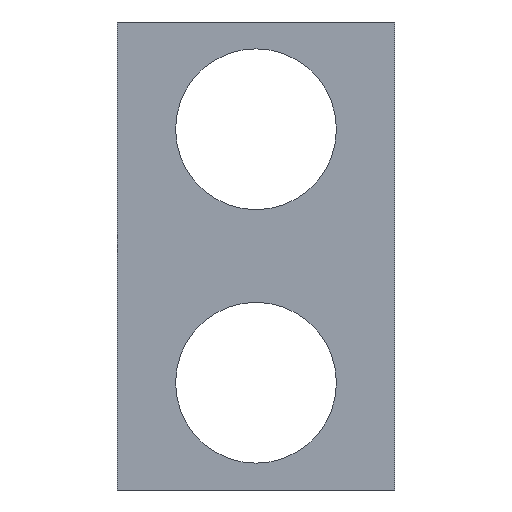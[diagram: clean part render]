
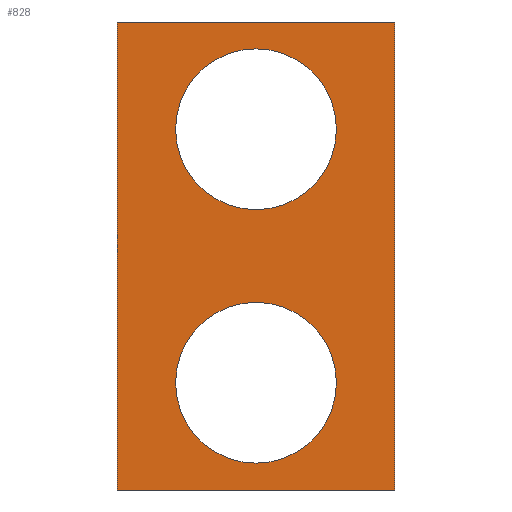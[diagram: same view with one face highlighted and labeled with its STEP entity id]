
A CAD part, front view. The second image highlights one B-rep face of the part: STEP entity #828.
In plain terms, the highlighted planar face has unit normal (0, -1, 0).
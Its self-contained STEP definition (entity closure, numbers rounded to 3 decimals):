
#24=FACE_BOUND('',#125,.T.);
#25=FACE_BOUND('',#126,.T.);
#36=CIRCLE('',#891,8.25);
#37=CIRCLE('',#892,8.25);
#40=CIRCLE('',#896,8.25);
#41=CIRCLE('',#897,8.25);
#80=FACE_OUTER_BOUND('',#124,.T.);
#124=EDGE_LOOP('',(#747,#748,#749,#750));
#125=EDGE_LOOP('',(#751,#752));
#126=EDGE_LOOP('',(#753,#754));
#160=LINE('',#1190,#260);
#205=LINE('',#1293,#305);
#223=LINE('',#1344,#323);
#226=LINE('',#1349,#326);
#260=VECTOR('',#961,10.);
#305=VECTOR('',#1050,10.);
#323=VECTOR('',#1104,10.);
#326=VECTOR('',#1111,10.);
#354=VERTEX_POINT('',#1187);
#355=VERTEX_POINT('',#1189);
#390=VERTEX_POINT('',#1290);
#391=VERTEX_POINT('',#1292);
#401=VERTEX_POINT('',#1326);
#402=VERTEX_POINT('',#1328);
#405=VERTEX_POINT('',#1336);
#406=VERTEX_POINT('',#1338);
#442=EDGE_CURVE('',#354,#355,#160,.T.);
#493=EDGE_CURVE('',#390,#391,#205,.T.);
#511=EDGE_CURVE('',#402,#401,#36,.T.);
#512=EDGE_CURVE('',#401,#402,#37,.T.);
#516=EDGE_CURVE('',#406,#405,#40,.T.);
#517=EDGE_CURVE('',#405,#406,#41,.T.);
#519=EDGE_CURVE('',#391,#354,#223,.T.);
#522=EDGE_CURVE('',#355,#390,#226,.T.);
#747=ORIENTED_EDGE('',*,*,#522,.F.);
#748=ORIENTED_EDGE('',*,*,#442,.F.);
#749=ORIENTED_EDGE('',*,*,#519,.F.);
#750=ORIENTED_EDGE('',*,*,#493,.F.);
#751=ORIENTED_EDGE('',*,*,#511,.T.);
#752=ORIENTED_EDGE('',*,*,#512,.T.);
#753=ORIENTED_EDGE('',*,*,#516,.T.);
#754=ORIENTED_EDGE('',*,*,#517,.T.);
#789=PLANE('',#903);
#828=ADVANCED_FACE('',(#80,#24,#25),#789,.F.);
#891=AXIS2_PLACEMENT_3D('',#1329,#1084,#1085);
#892=AXIS2_PLACEMENT_3D('',#1330,#1086,#1087);
#896=AXIS2_PLACEMENT_3D('',#1339,#1095,#1096);
#897=AXIS2_PLACEMENT_3D('',#1340,#1097,#1098);
#903=AXIS2_PLACEMENT_3D('',#1351,#1114,#1115);
#961=DIRECTION('',(-1.,0.,0.));
#1050=DIRECTION('',(1.,0.,0.));
#1084=DIRECTION('center_axis',(0.,1.,0.));
#1085=DIRECTION('ref_axis',(1.,0.,0.));
#1086=DIRECTION('center_axis',(0.,1.,0.));
#1087=DIRECTION('ref_axis',(1.,0.,0.));
#1095=DIRECTION('center_axis',(0.,1.,0.));
#1096=DIRECTION('ref_axis',(1.,0.,0.));
#1097=DIRECTION('center_axis',(0.,1.,0.));
#1098=DIRECTION('ref_axis',(1.,0.,0.));
#1104=DIRECTION('',(0.,0.,-1.));
#1111=DIRECTION('',(0.,0.,1.));
#1114=DIRECTION('center_axis',(0.,1.,0.));
#1115=DIRECTION('ref_axis',(0.,0.,1.));
#1187=CARTESIAN_POINT('',(14.25,0.,-24.));
#1189=CARTESIAN_POINT('',(-14.25,0.,-24.));
#1190=CARTESIAN_POINT('',(14.25,0.,-24.));
#1290=CARTESIAN_POINT('',(-14.25,0.,24.));
#1292=CARTESIAN_POINT('',(14.25,0.,24.));
#1293=CARTESIAN_POINT('',(-14.25,0.,24.));
#1326=CARTESIAN_POINT('',(-8.25,0.,-13.));
#1328=CARTESIAN_POINT('',(8.25,0.,-13.));
#1329=CARTESIAN_POINT('Origin',(0.,0.,-13.));
#1330=CARTESIAN_POINT('Origin',(0.,0.,-13.));
#1336=CARTESIAN_POINT('',(-8.25,0.,13.));
#1338=CARTESIAN_POINT('',(8.25,0.,13.));
#1339=CARTESIAN_POINT('Origin',(0.,0.,13.));
#1340=CARTESIAN_POINT('Origin',(0.,0.,13.));
#1344=CARTESIAN_POINT('',(14.25,0.,24.));
#1349=CARTESIAN_POINT('',(-14.25,0.,-24.));
#1351=CARTESIAN_POINT('Origin',(0.,0.,0.));
